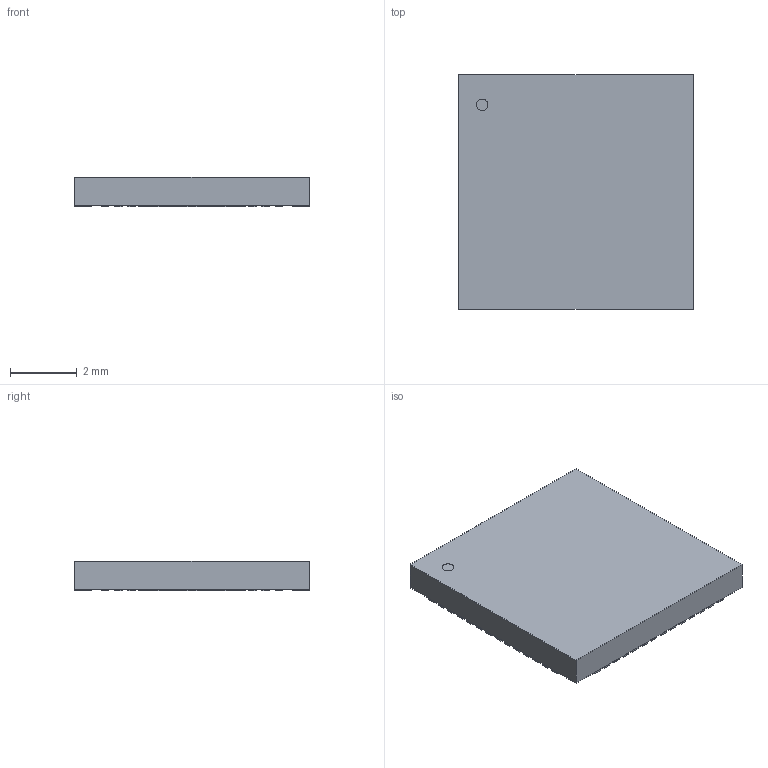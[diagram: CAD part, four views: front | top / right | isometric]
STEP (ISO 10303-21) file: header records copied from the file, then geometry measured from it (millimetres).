
FILE_DESCRIPTION(('STEP AP214'),'1');
FILE_NAME('QFN56_7X7_RPI','2025-02-04T11:21:21',(''),(''),'','','');
FILE_SCHEMA(('AUTOMOTIVE_DESIGN'));
Length unit declared in the file: millimetre
Products named in the file (1): product
Bounding box: 7.01 x 7.01 x 0.89 mm (x, y, z)
Volume: 42 mm3; surface area: 160.3 mm2
Topology: 59 solids, 59 shells, 351 faces, 699 edges, 466 vertices
Faces by surface type: plane 350, cylinder 1
Full cylindrical faces by diameter (mm): 0.351 x1
Entity records: 8581 total; most frequent: DIRECTION 1406, ORIENTED_EDGE 1396, CARTESIAN_POINT 821, EDGE_CURVE 698, LINE 696, VECTOR 696, VERTEX_POINT 466, AXIS2_PLACEMENT_3D 355
